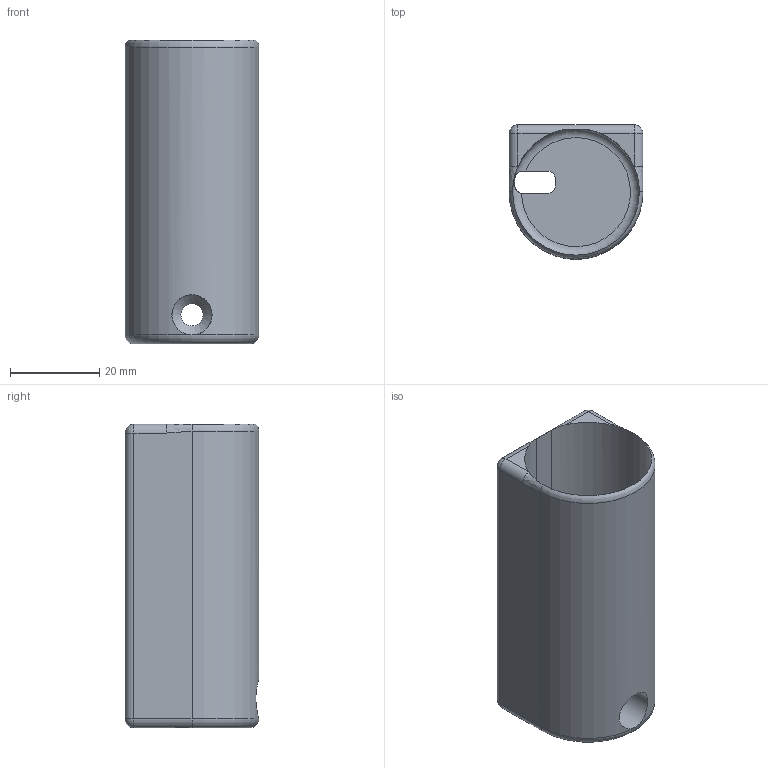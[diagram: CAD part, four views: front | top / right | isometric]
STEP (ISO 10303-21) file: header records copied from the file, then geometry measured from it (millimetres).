
FILE_DESCRIPTION( ( '' ), ' ' );
FILE_NAME( '5e9fd9e019412915cf61768d.step', '2020-04-22T05:45:05', ( '' ), ( '' ), ' ', ' ', ' ' );
FILE_SCHEMA( ( 'AUTOMOTIVE_DESIGN { 1 0 10303 214 1 1 1 1 }' ) );
Length unit declared in the file: metre
Products named in the file (1): Fitting
Bounding box: 30 x 30 x 68 mm (x, y, z)
Volume: 18820 mm3; surface area: 14198.1 mm2
Topology: 1 solids, 1 shells, 38 faces, 99 edges, 56 vertices
Faces by surface type: cylinder 16, plane 12, sphere 4, torus 3, bspline 2, cone 1
Full cylindrical faces by diameter (mm): 5 x1, 9 x1
Entity records: 1741 total; most frequent: CARTESIAN_POINT 543, DIRECTION 190, ORIENTED_EDGE 178, EDGE_CURVE 89, AXIS2_PLACEMENT_3D 76, VERTEX_POINT 54, EDGE_LOOP 43, FACE_OUTER_BOUND 41
